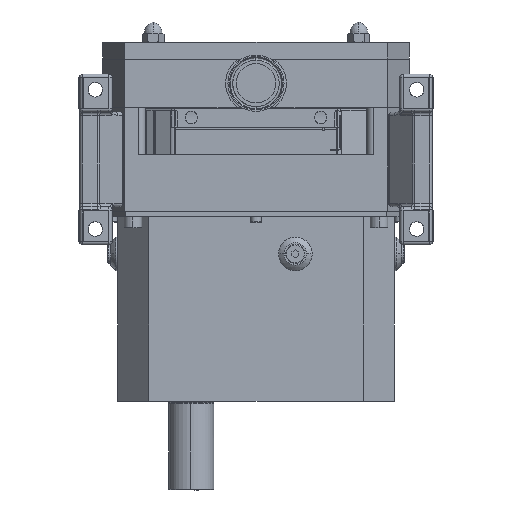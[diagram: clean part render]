
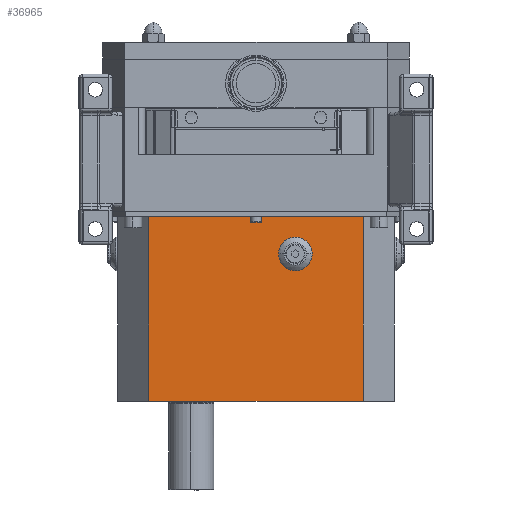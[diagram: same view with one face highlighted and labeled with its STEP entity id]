
A CAD part, front view. The second image highlights one B-rep face of the part: STEP entity #36965.
In plain terms, the highlighted planar face has unit normal (0, -1, 0).
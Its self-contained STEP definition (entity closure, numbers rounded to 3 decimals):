
#995 = CARTESIAN_POINT ( 'NONE',  ( 34.998, -72., -151.801 ) ) ;
#2259 = DIRECTION ( 'NONE',  ( 0., 1., 0. ) ) ;
#3159 = LINE ( 'NONE', #8329, #63172 ) ;
#3165 = EDGE_CURVE ( 'NONE', #4233, #55166, #40396, .T. ) ;
#4233 = VERTEX_POINT ( 'NONE', #51719 ) ;
#8023 = AXIS2_PLACEMENT_3D ( 'NONE', #52615, #2259, #14734 ) ;
#8161 = EDGE_CURVE ( 'NONE', #72045, #23894, #37401, .T. ) ;
#8329 = CARTESIAN_POINT ( 'NONE',  ( 95.385, -72., -282.801 ) ) ;
#13337 = DIRECTION ( 'NONE',  ( 0., -1., 0. ) ) ;
#14363 = EDGE_CURVE ( 'NONE', #17727, #50726, #72058, .T. ) ;
#14734 = DIRECTION ( 'NONE',  ( -1., 0., 0. ) ) ;
#17666 = ORIENTED_EDGE ( 'NONE', *, *, #8161, .F. ) ;
#17727 = VERTEX_POINT ( 'NONE', #38234 ) ;
#18487 = DIRECTION ( 'NONE',  ( 0., 0., -1. ) ) ;
#19112 = AXIS2_PLACEMENT_3D ( 'NONE', #995, #45837, #56501 ) ;
#19518 = PLANE ( 'NONE',  #8023 ) ;
#19799 = CARTESIAN_POINT ( 'NONE',  ( 34.998, -72., -166.801 ) ) ;
#22482 = ORIENTED_EDGE ( 'NONE', *, *, #14363, .F. ) ;
#23894 = VERTEX_POINT ( 'NONE', #61363 ) ;
#26289 = AXIS2_PLACEMENT_3D ( 'NONE', #62217, #13337, #18487 ) ;
#29417 = EDGE_LOOP ( 'NONE', ( #39457, #17666, #57642, #31506 ) ) ;
#30667 = VECTOR ( 'NONE', #71275, 1000. ) ;
#30737 = DIRECTION ( 'NONE',  ( -1., 0., 0. ) ) ;
#31506 = ORIENTED_EDGE ( 'NONE', *, *, #3165, .T. ) ;
#33411 = CARTESIAN_POINT ( 'NONE',  ( 95.385, -72., -118.801 ) ) ;
#34007 = VECTOR ( 'NONE', #51439, 1000. ) ;
#36170 = EDGE_CURVE ( 'NONE', #4233, #72045, #3159, .T. ) ;
#36965 = ADVANCED_FACE ( 'NONE', ( #69490, #64344 ), #19518, .F. ) ;
#37385 = ORIENTED_EDGE ( 'NONE', *, *, #51528, .F. ) ;
#37401 = LINE ( 'NONE', #42906, #55156 ) ;
#38027 = EDGE_LOOP ( 'NONE', ( #22482, #37385 ) ) ;
#38234 = CARTESIAN_POINT ( 'NONE',  ( 34.998, -72., -136.801 ) ) ;
#39457 = ORIENTED_EDGE ( 'NONE', *, *, #47545, .T. ) ;
#40396 = LINE ( 'NONE', #51068, #34007 ) ;
#42906 = CARTESIAN_POINT ( 'NONE',  ( -95.388, -72., -282.801 ) ) ;
#44067 = CARTESIAN_POINT ( 'NONE',  ( -95.388, -72., -282.801 ) ) ;
#44101 = CARTESIAN_POINT ( 'NONE',  ( 95.385, -72., -118.801 ) ) ;
#45837 = DIRECTION ( 'NONE',  ( 0., -1., 0. ) ) ;
#47545 = EDGE_CURVE ( 'NONE', #55166, #23894, #60270, .T. ) ;
#50726 = VERTEX_POINT ( 'NONE', #19799 ) ;
#51068 = CARTESIAN_POINT ( 'NONE',  ( 95.385, -72., -282.801 ) ) ;
#51439 = DIRECTION ( 'NONE',  ( 0., 0., 1. ) ) ;
#51528 = EDGE_CURVE ( 'NONE', #50726, #17727, #66057, .T. ) ;
#51719 = CARTESIAN_POINT ( 'NONE',  ( 95.385, -72., -282.801 ) ) ;
#52615 = CARTESIAN_POINT ( 'NONE',  ( 95.385, -72., -282.801 ) ) ;
#55156 = VECTOR ( 'NONE', #64951, 1000. ) ;
#55166 = VERTEX_POINT ( 'NONE', #33411 ) ;
#56501 = DIRECTION ( 'NONE',  ( 0., 0., -1. ) ) ;
#57642 = ORIENTED_EDGE ( 'NONE', *, *, #36170, .F. ) ;
#60270 = LINE ( 'NONE', #44101, #30667 ) ;
#61363 = CARTESIAN_POINT ( 'NONE',  ( -95.388, -72., -118.801 ) ) ;
#62217 = CARTESIAN_POINT ( 'NONE',  ( 34.998, -72., -151.801 ) ) ;
#63172 = VECTOR ( 'NONE', #30737, 1000. ) ;
#64344 = FACE_OUTER_BOUND ( 'NONE', #29417, .T. ) ;
#64951 = DIRECTION ( 'NONE',  ( 0., 0., 1. ) ) ;
#66057 = CIRCLE ( 'NONE', #19112, 15. ) ;
#69490 = FACE_BOUND ( 'NONE', #38027, .T. ) ;
#71275 = DIRECTION ( 'NONE',  ( -1., 0., 0. ) ) ;
#72045 = VERTEX_POINT ( 'NONE', #44067 ) ;
#72058 = CIRCLE ( 'NONE', #26289, 15. ) ;
